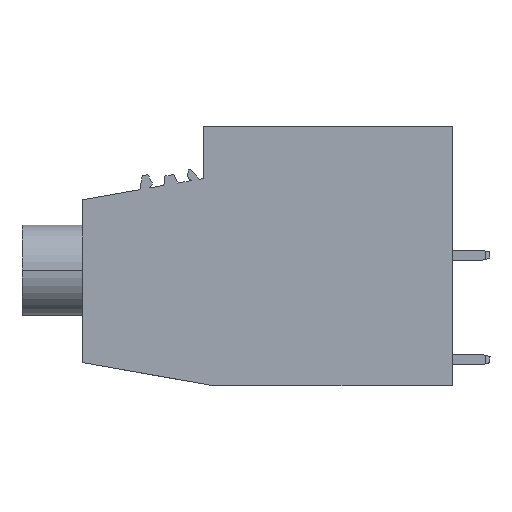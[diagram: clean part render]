
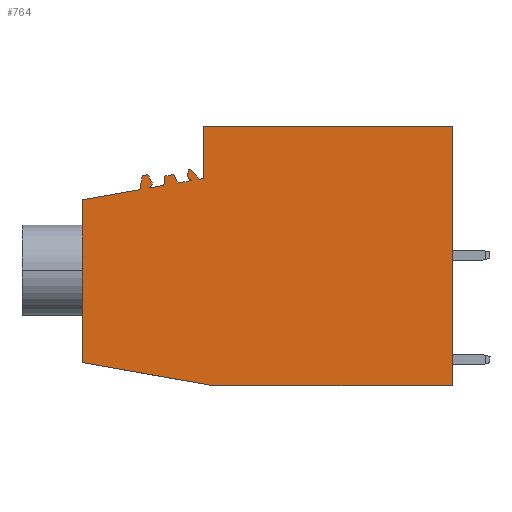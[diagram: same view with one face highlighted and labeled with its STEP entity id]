
A CAD part, left-side view. The second image highlights one B-rep face of the part: STEP entity #764.
In plain terms, the highlighted planar face has unit normal (-1, 0, 0).
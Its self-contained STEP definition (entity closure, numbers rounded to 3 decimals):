
#592=AXIS2_PLACEMENT_3D('Plane Axis2P3D',#589,#590,#591) ;
#652=AXIS2_PLACEMENT_3D('Circle Axis2P3D',#650,#651,$) ;
#659=AXIS2_PLACEMENT_3D('Circle Axis2P3D',#657,#658,$) ;
#63=CARTESIAN_POINT('Vertex',(0.,33.2,0.)) ;
#66=CARTESIAN_POINT('Line Origine',(0.,41.,1.375)) ;
#70=CARTESIAN_POINT('Vertex',(0.,48.8,2.751)) ;
#402=CARTESIAN_POINT('Line Origine',(0.,48.8,12.485)) ;
#406=CARTESIAN_POINT('Vertex',(0.,48.8,22.22)) ;
#589=CARTESIAN_POINT('Axis2P3D Location',(0.,0.,0.)) ;
#594=CARTESIAN_POINT('Line Origine',(0.,18.85,0.)) ;
#598=CARTESIAN_POINT('Vertex',(0.,4.5,0.)) ;
#601=CARTESIAN_POINT('Line Origine',(0.,4.5,15.5)) ;
#605=CARTESIAN_POINT('Vertex',(0.,4.5,31.)) ;
#608=CARTESIAN_POINT('Line Origine',(0.,19.4,31.)) ;
#612=CARTESIAN_POINT('Vertex',(0.,34.3,31.)) ;
#615=CARTESIAN_POINT('Line Origine',(0.,34.3,27.888)) ;
#619=CARTESIAN_POINT('Vertex',(0.,34.3,24.777)) ;
#622=CARTESIAN_POINT('Line Origine',(0.,34.558,24.731)) ;
#626=CARTESIAN_POINT('Vertex',(0.,34.816,24.686)) ;
#629=CARTESIAN_POINT('Line Origine',(0.,35.325,25.271)) ;
#633=CARTESIAN_POINT('Vertex',(0.,35.833,25.856)) ;
#636=CARTESIAN_POINT('Line Origine',(0.,35.96,25.834)) ;
#640=CARTESIAN_POINT('Vertex',(0.,36.087,25.811)) ;
#643=CARTESIAN_POINT('Line Origine',(0.,36.124,25.514)) ;
#647=CARTESIAN_POINT('Vertex',(0.,36.16,25.217)) ;
#650=CARTESIAN_POINT('Axis2P3D Location',(0.,35.595,25.148)) ;
#654=CARTESIAN_POINT('Vertex',(0.,35.875,24.651)) ;
#657=CARTESIAN_POINT('Axis2P3D Location',(0.,36.029,24.376)) ;
#661=CARTESIAN_POINT('Vertex',(0.,35.749,24.521)) ;
#664=CARTESIAN_POINT('Line Origine',(0.,36.563,24.378)) ;
#668=CARTESIAN_POINT('Vertex',(0.,37.376,24.234)) ;
#671=CARTESIAN_POINT('Line Origine',(0.,37.615,24.746)) ;
#675=CARTESIAN_POINT('Vertex',(0.,37.853,25.257)) ;
#678=CARTESIAN_POINT('Line Origine',(0.,38.39,25.162)) ;
#682=CARTESIAN_POINT('Vertex',(0.,38.926,25.068)) ;
#685=CARTESIAN_POINT('Line Origine',(0.,38.976,24.506)) ;
#689=CARTESIAN_POINT('Vertex',(0.,39.025,23.944)) ;
#692=CARTESIAN_POINT('Line Origine',(0.,39.873,23.794)) ;
#696=CARTESIAN_POINT('Vertex',(0.,40.721,23.645)) ;
#699=CARTESIAN_POINT('Line Origine',(0.,40.563,23.87)) ;
#703=CARTESIAN_POINT('Vertex',(0.,40.405,24.096)) ;
#706=CARTESIAN_POINT('Line Origine',(0.,40.423,24.195)) ;
#710=CARTESIAN_POINT('Vertex',(0.,40.44,24.293)) ;
#713=CARTESIAN_POINT('Line Origine',(0.,40.687,24.757)) ;
#717=CARTESIAN_POINT('Vertex',(0.,40.934,25.222)) ;
#720=CARTESIAN_POINT('Line Origine',(0.,41.27,25.162)) ;
#724=CARTESIAN_POINT('Vertex',(0.,41.606,25.103)) ;
#727=CARTESIAN_POINT('Line Origine',(0.,41.753,24.27)) ;
#731=CARTESIAN_POINT('Vertex',(0.,41.899,23.437)) ;
#734=CARTESIAN_POINT('Line Origine',(0.,45.35,22.828)) ;
#67=DIRECTION('Vector Direction',(0.,-0.985,-0.174)) ;
#403=DIRECTION('Vector Direction',(0.,0.,-1.)) ;
#590=DIRECTION('Axis2P3D Direction',(-1.,0.,0.)) ;
#591=DIRECTION('Axis2P3D XDirection',(0.,-1.,0.)) ;
#595=DIRECTION('Vector Direction',(0.,-1.,0.)) ;
#602=DIRECTION('Vector Direction',(0.,0.,1.)) ;
#609=DIRECTION('Vector Direction',(0.,1.,0.)) ;
#616=DIRECTION('Vector Direction',(0.,0.,1.)) ;
#623=DIRECTION('Vector Direction',(0.,0.985,-0.174)) ;
#630=DIRECTION('Vector Direction',(0.,-0.656,-0.755)) ;
#637=DIRECTION('Vector Direction',(0.,-0.985,0.174)) ;
#644=DIRECTION('Vector Direction',(0.,-0.122,0.993)) ;
#651=DIRECTION('Axis2P3D Direction',(-1.,0.,0.)) ;
#658=DIRECTION('Axis2P3D Direction',(-1.,0.,0.)) ;
#665=DIRECTION('Vector Direction',(0.,0.985,-0.174)) ;
#672=DIRECTION('Vector Direction',(0.,-0.423,-0.906)) ;
#679=DIRECTION('Vector Direction',(0.,-0.985,0.174)) ;
#686=DIRECTION('Vector Direction',(0.,-0.087,0.996)) ;
#693=DIRECTION('Vector Direction',(0.,0.985,-0.174)) ;
#700=DIRECTION('Vector Direction',(0.,0.574,-0.819)) ;
#707=DIRECTION('Vector Direction',(0.,-0.174,-0.985)) ;
#714=DIRECTION('Vector Direction',(0.,-0.469,-0.883)) ;
#721=DIRECTION('Vector Direction',(0.,-0.985,0.174)) ;
#728=DIRECTION('Vector Direction',(0.,-0.174,0.985)) ;
#735=DIRECTION('Vector Direction',(0.,0.985,-0.174)) ;
#68=VECTOR('Line Direction',#67,1.) ;
#404=VECTOR('Line Direction',#403,1.) ;
#596=VECTOR('Line Direction',#595,1.) ;
#603=VECTOR('Line Direction',#602,1.) ;
#610=VECTOR('Line Direction',#609,1.) ;
#617=VECTOR('Line Direction',#616,1.) ;
#624=VECTOR('Line Direction',#623,1.) ;
#631=VECTOR('Line Direction',#630,1.) ;
#638=VECTOR('Line Direction',#637,1.) ;
#645=VECTOR('Line Direction',#644,1.) ;
#666=VECTOR('Line Direction',#665,1.) ;
#673=VECTOR('Line Direction',#672,1.) ;
#680=VECTOR('Line Direction',#679,1.) ;
#687=VECTOR('Line Direction',#686,1.) ;
#694=VECTOR('Line Direction',#693,1.) ;
#701=VECTOR('Line Direction',#700,1.) ;
#708=VECTOR('Line Direction',#707,1.) ;
#715=VECTOR('Line Direction',#714,1.) ;
#722=VECTOR('Line Direction',#721,1.) ;
#729=VECTOR('Line Direction',#728,1.) ;
#736=VECTOR('Line Direction',#735,1.) ;
#740=ORIENTED_EDGE('',*,*,#408,.T.) ;
#741=ORIENTED_EDGE('',*,*,#72,.T.) ;
#742=ORIENTED_EDGE('',*,*,#600,.T.) ;
#743=ORIENTED_EDGE('',*,*,#607,.T.) ;
#744=ORIENTED_EDGE('',*,*,#614,.T.) ;
#745=ORIENTED_EDGE('',*,*,#621,.T.) ;
#746=ORIENTED_EDGE('',*,*,#628,.T.) ;
#747=ORIENTED_EDGE('',*,*,#635,.T.) ;
#748=ORIENTED_EDGE('',*,*,#642,.T.) ;
#749=ORIENTED_EDGE('',*,*,#649,.T.) ;
#750=ORIENTED_EDGE('',*,*,#656,.T.) ;
#751=ORIENTED_EDGE('',*,*,#663,.T.) ;
#752=ORIENTED_EDGE('',*,*,#670,.T.) ;
#753=ORIENTED_EDGE('',*,*,#677,.T.) ;
#754=ORIENTED_EDGE('',*,*,#684,.T.) ;
#755=ORIENTED_EDGE('',*,*,#691,.T.) ;
#756=ORIENTED_EDGE('',*,*,#698,.T.) ;
#757=ORIENTED_EDGE('',*,*,#705,.T.) ;
#758=ORIENTED_EDGE('',*,*,#712,.T.) ;
#759=ORIENTED_EDGE('',*,*,#719,.T.) ;
#760=ORIENTED_EDGE('',*,*,#726,.T.) ;
#761=ORIENTED_EDGE('',*,*,#733,.T.) ;
#762=ORIENTED_EDGE('',*,*,#738,.T.) ;
#764=ADVANCED_FACE('BLZP 5.08/.../180 - (sample for product name)',(#763),#593,.T.) ;
#653=CIRCLE('generated circle',#652,0.57) ;
#660=CIRCLE('generated circle',#659,0.315) ;
#72=EDGE_CURVE('',#71,#64,#69,.T.) ;
#408=EDGE_CURVE('',#407,#71,#405,.T.) ;
#600=EDGE_CURVE('',#64,#599,#597,.T.) ;
#607=EDGE_CURVE('',#599,#606,#604,.T.) ;
#614=EDGE_CURVE('',#606,#613,#611,.T.) ;
#621=EDGE_CURVE('',#613,#620,#618,.F.) ;
#628=EDGE_CURVE('',#620,#627,#625,.T.) ;
#635=EDGE_CURVE('',#627,#634,#632,.F.) ;
#642=EDGE_CURVE('',#634,#641,#639,.F.) ;
#649=EDGE_CURVE('',#641,#648,#646,.F.) ;
#656=EDGE_CURVE('',#648,#655,#653,.T.) ;
#663=EDGE_CURVE('',#655,#662,#660,.F.) ;
#670=EDGE_CURVE('',#662,#669,#667,.T.) ;
#677=EDGE_CURVE('',#669,#676,#674,.F.) ;
#684=EDGE_CURVE('',#676,#683,#681,.F.) ;
#691=EDGE_CURVE('',#683,#690,#688,.F.) ;
#698=EDGE_CURVE('',#690,#697,#695,.T.) ;
#705=EDGE_CURVE('',#697,#704,#702,.F.) ;
#712=EDGE_CURVE('',#704,#711,#709,.F.) ;
#719=EDGE_CURVE('',#711,#718,#716,.F.) ;
#726=EDGE_CURVE('',#718,#725,#723,.F.) ;
#733=EDGE_CURVE('',#725,#732,#730,.F.) ;
#738=EDGE_CURVE('',#732,#407,#737,.T.) ;
#739=EDGE_LOOP('',(#740,#741,#742,#743,#744,#745,#746,#747,#748,#749,#750,#751,#752,#753,#754,#755,#756,#757,#758,#759,#760,#761,#762)) ;
#763=FACE_OUTER_BOUND('',#739,.T.) ;
#69=LINE('Line',#66,#68) ;
#405=LINE('Line',#402,#404) ;
#597=LINE('Line',#594,#596) ;
#604=LINE('Line',#601,#603) ;
#611=LINE('Line',#608,#610) ;
#618=LINE('Line',#615,#617) ;
#625=LINE('Line',#622,#624) ;
#632=LINE('Line',#629,#631) ;
#639=LINE('Line',#636,#638) ;
#646=LINE('Line',#643,#645) ;
#667=LINE('Line',#664,#666) ;
#674=LINE('Line',#671,#673) ;
#681=LINE('Line',#678,#680) ;
#688=LINE('Line',#685,#687) ;
#695=LINE('Line',#692,#694) ;
#702=LINE('Line',#699,#701) ;
#709=LINE('Line',#706,#708) ;
#716=LINE('Line',#713,#715) ;
#723=LINE('Line',#720,#722) ;
#730=LINE('Line',#727,#729) ;
#737=LINE('Line',#734,#736) ;
#593=PLANE('',#592) ;
#64=VERTEX_POINT('',#63) ;
#71=VERTEX_POINT('',#70) ;
#407=VERTEX_POINT('',#406) ;
#599=VERTEX_POINT('',#598) ;
#606=VERTEX_POINT('',#605) ;
#613=VERTEX_POINT('',#612) ;
#620=VERTEX_POINT('',#619) ;
#627=VERTEX_POINT('',#626) ;
#634=VERTEX_POINT('',#633) ;
#641=VERTEX_POINT('',#640) ;
#648=VERTEX_POINT('',#647) ;
#655=VERTEX_POINT('',#654) ;
#662=VERTEX_POINT('',#661) ;
#669=VERTEX_POINT('',#668) ;
#676=VERTEX_POINT('',#675) ;
#683=VERTEX_POINT('',#682) ;
#690=VERTEX_POINT('',#689) ;
#697=VERTEX_POINT('',#696) ;
#704=VERTEX_POINT('',#703) ;
#711=VERTEX_POINT('',#710) ;
#718=VERTEX_POINT('',#717) ;
#725=VERTEX_POINT('',#724) ;
#732=VERTEX_POINT('',#731) ;
